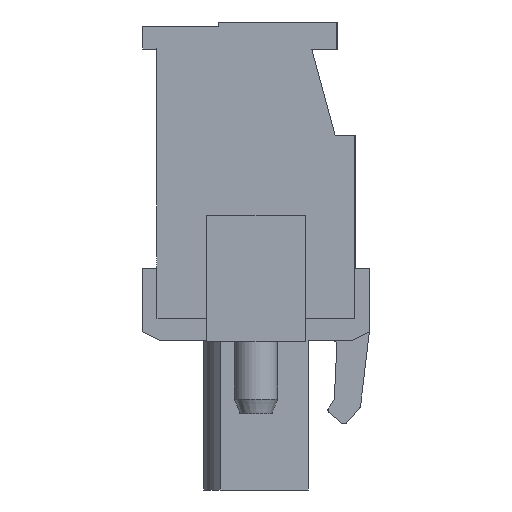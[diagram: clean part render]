
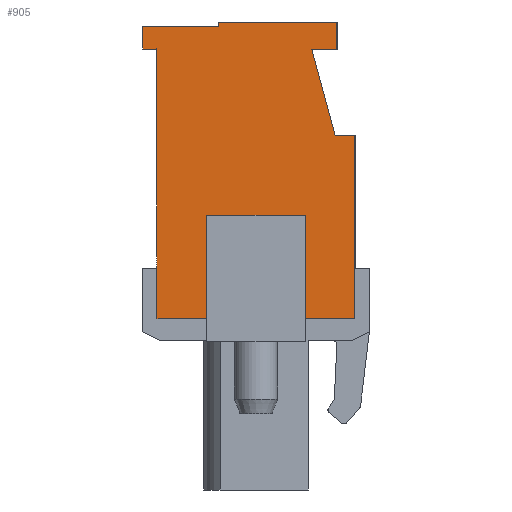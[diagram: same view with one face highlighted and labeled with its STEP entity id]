
A CAD part, left-side view. The second image highlights one B-rep face of the part: STEP entity #905.
In plain terms, the highlighted planar face has unit normal (-1, 0, 0).
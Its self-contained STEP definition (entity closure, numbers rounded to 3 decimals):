
#905 = ADVANCED_FACE( '', ( #2199 ), #2200, .T. );
#2199 = FACE_OUTER_BOUND( '', #4019, .T. );
#2200 = PLANE( '', #4020 );
#4019 = EDGE_LOOP( '', ( #6226, #6227, #6228, #6229, #6230, #6231, #6232, #6233, #6234, #6235, #6236, #6237, #6238, #6239, #6240, #6241 ) );
#4020 = AXIS2_PLACEMENT_3D( '', #6242, #6243, #6244 );
#6226 = ORIENTED_EDGE( '', *, *, #11496, .F. );
#6227 = ORIENTED_EDGE( '', *, *, #11497, .F. );
#6228 = ORIENTED_EDGE( '', *, *, #11159, .F. );
#6229 = ORIENTED_EDGE( '', *, *, #11498, .T. );
#6230 = ORIENTED_EDGE( '', *, *, #11499, .T. );
#6231 = ORIENTED_EDGE( '', *, *, #11368, .T. );
#6232 = ORIENTED_EDGE( '', *, *, #11500, .T. );
#6233 = ORIENTED_EDGE( '', *, *, #11501, .T. );
#6234 = ORIENTED_EDGE( '', *, *, #11363, .T. );
#6235 = ORIENTED_EDGE( '', *, *, #11502, .T. );
#6236 = ORIENTED_EDGE( '', *, *, #11503, .T. );
#6237 = ORIENTED_EDGE( '', *, *, #11256, .T. );
#6238 = ORIENTED_EDGE( '', *, *, #11504, .T. );
#6239 = ORIENTED_EDGE( '', *, *, #11505, .T. );
#6240 = ORIENTED_EDGE( '', *, *, #11506, .T. );
#6241 = ORIENTED_EDGE( '', *, *, #11507, .T. );
#6242 = CARTESIAN_POINT( '', ( -10.16, 0., 0. ) );
#6243 = DIRECTION( '', ( -1., 0., 0. ) );
#6244 = DIRECTION( '', ( 0., 0., 1. ) );
#11159 = EDGE_CURVE( '', #13254, #13354, #13355, .T. );
#11256 = EDGE_CURVE( '', #13528, #13529, #13530, .T. );
#11363 = EDGE_CURVE( '', #13726, #13727, #13728, .T. );
#11368 = EDGE_CURVE( '', #13735, #13736, #13737, .T. );
#11496 = EDGE_CURVE( '', #13969, #13251, #13970, .T. );
#11497 = EDGE_CURVE( '', #13354, #13969, #13971, .T. );
#11498 = EDGE_CURVE( '', #13254, #13972, #13973, .T. );
#11499 = EDGE_CURVE( '', #13972, #13735, #13974, .T. );
#11500 = EDGE_CURVE( '', #13736, #13975, #13976, .T. );
#11501 = EDGE_CURVE( '', #13975, #13726, #13977, .T. );
#11502 = EDGE_CURVE( '', #13727, #13978, #13979, .T. );
#11503 = EDGE_CURVE( '', #13978, #13528, #13980, .T. );
#11504 = EDGE_CURVE( '', #13529, #13981, #13982, .T. );
#11505 = EDGE_CURVE( '', #13981, #13983, #13984, .T. );
#11506 = EDGE_CURVE( '', #13983, #13985, #13986, .T. );
#11507 = EDGE_CURVE( '', #13985, #13251, #13987, .T. );
#13251 = VERTEX_POINT( '', #16438 );
#13254 = VERTEX_POINT( '', #16442 );
#13354 = VERTEX_POINT( '', #16578 );
#13355 = LINE( '', #16579, #16580 );
#13528 = VERTEX_POINT( '', #16829 );
#13529 = VERTEX_POINT( '', #16830 );
#13530 = LINE( '', #16831, #16832 );
#13726 = VERTEX_POINT( '', #17113 );
#13727 = VERTEX_POINT( '', #17114 );
#13728 = LINE( '', #17115, #17116 );
#13735 = VERTEX_POINT( '', #17126 );
#13736 = VERTEX_POINT( '', #17127 );
#13737 = LINE( '', #17128, #17129 );
#13969 = VERTEX_POINT( '', #17454 );
#13970 = LINE( '', #17455, #17456 );
#13971 = LINE( '', #17457, #17458 );
#13972 = VERTEX_POINT( '', #17459 );
#13973 = LINE( '', #17460, #17461 );
#13974 = LINE( '', #17462, #17463 );
#13975 = VERTEX_POINT( '', #17464 );
#13976 = LINE( '', #17465, #17466 );
#13977 = LINE( '', #17467, #17468 );
#13978 = VERTEX_POINT( '', #17469 );
#13979 = LINE( '', #17470, #17471 );
#13980 = LINE( '', #17472, #17473 );
#13981 = VERTEX_POINT( '', #17474 );
#13982 = LINE( '', #17475, #17476 );
#13983 = VERTEX_POINT( '', #17477 );
#13984 = LINE( '', #17478, #17479 );
#13985 = VERTEX_POINT( '', #17480 );
#13986 = LINE( '', #17481, #17482 );
#13987 = LINE( '', #17483, #17484 );
#16438 = CARTESIAN_POINT( '', ( -10.16, 2.75, -7.5 ) );
#16442 = CARTESIAN_POINT( '', ( -10.16, -2.75, -7.5 ) );
#16578 = CARTESIAN_POINT( '', ( -10.16, -2.75, -1.75 ) );
#16579 = CARTESIAN_POINT( '', ( -10.16, -2.75, -8.75 ) );
#16580 = VECTOR( '', #21128, 1000. );
#16829 = CARTESIAN_POINT( '', ( -10.16, 2.1, 8.75 ) );
#16830 = CARTESIAN_POINT( '', ( -10.16, 6.3, 8.75 ) );
#16831 = CARTESIAN_POINT( '', ( -10.16, 2.1, 8.75 ) );
#16832 = VECTOR( '', #21214, 1000. );
#17113 = CARTESIAN_POINT( '', ( -10.16, -4.5, 7.5 ) );
#17114 = CARTESIAN_POINT( '', ( -10.16, -4.5, 9. ) );
#17115 = CARTESIAN_POINT( '', ( -10.16, -4.5, 7.5 ) );
#17116 = VECTOR( '', #21333, 1000. );
#17126 = CARTESIAN_POINT( '', ( -10.16, -5.5, 2.7 ) );
#17127 = CARTESIAN_POINT( '', ( -10.16, -4.4, 2.7 ) );
#17128 = CARTESIAN_POINT( '', ( -10.16, -5.5, 2.7 ) );
#17129 = VECTOR( '', #21337, 1000. );
#17454 = CARTESIAN_POINT( '', ( -10.16, 2.75, -1.75 ) );
#17455 = CARTESIAN_POINT( '', ( -10.16, 2.75, -1.75 ) );
#17456 = VECTOR( '', #21476, 1000. );
#17457 = CARTESIAN_POINT( '', ( -10.16, -2.75, -1.75 ) );
#17458 = VECTOR( '', #21477, 1000. );
#17459 = CARTESIAN_POINT( '', ( -10.16, -5.5, -7.5 ) );
#17460 = CARTESIAN_POINT( '', ( -10.16, 5.5, -7.5 ) );
#17461 = VECTOR( '', #21478, 1000. );
#17462 = CARTESIAN_POINT( '', ( -10.16, -5.5, -7.5 ) );
#17463 = VECTOR( '', #21479, 1000. );
#17464 = CARTESIAN_POINT( '', ( -10.16, -3.1, 7.5 ) );
#17465 = CARTESIAN_POINT( '', ( -10.16, -4.4, 2.7 ) );
#17466 = VECTOR( '', #21480, 1000. );
#17467 = CARTESIAN_POINT( '', ( -10.16, -3.1, 7.5 ) );
#17468 = VECTOR( '', #21481, 1000. );
#17469 = CARTESIAN_POINT( '', ( -10.16, 2.1, 9. ) );
#17470 = CARTESIAN_POINT( '', ( -10.16, -4.5, 9. ) );
#17471 = VECTOR( '', #21482, 1000. );
#17472 = CARTESIAN_POINT( '', ( -10.16, 2.1, 9. ) );
#17473 = VECTOR( '', #21483, 1000. );
#17474 = CARTESIAN_POINT( '', ( -10.16, 6.3, 7.5 ) );
#17475 = CARTESIAN_POINT( '', ( -10.16, 6.3, 8.75 ) );
#17476 = VECTOR( '', #21484, 1000. );
#17477 = CARTESIAN_POINT( '', ( -10.16, 5.5, 7.5 ) );
#17478 = CARTESIAN_POINT( '', ( -10.16, 6.3, 7.5 ) );
#17479 = VECTOR( '', #21485, 1000. );
#17480 = CARTESIAN_POINT( '', ( -10.16, 5.5, -7.5 ) );
#17481 = CARTESIAN_POINT( '', ( -10.16, 5.5, 7.5 ) );
#17482 = VECTOR( '', #21486, 1000. );
#17483 = CARTESIAN_POINT( '', ( -10.16, 5.5, -7.5 ) );
#17484 = VECTOR( '', #21487, 1000. );
#21128 = DIRECTION( '', ( 0., 0., 1. ) );
#21214 = DIRECTION( '', ( 0., 1., 0. ) );
#21333 = DIRECTION( '', ( 0., 0., 1. ) );
#21337 = DIRECTION( '', ( 0., 1., 0. ) );
#21476 = DIRECTION( '', ( 0., 0., -1. ) );
#21477 = DIRECTION( '', ( 0., 1., 0. ) );
#21478 = DIRECTION( '', ( 0., -1., 0. ) );
#21479 = DIRECTION( '', ( 0., 0., 1. ) );
#21480 = DIRECTION( '', ( 0., 0.261, 0.965 ) );
#21481 = DIRECTION( '', ( 0., -1., 0. ) );
#21482 = DIRECTION( '', ( 0., 1., 0. ) );
#21483 = DIRECTION( '', ( 0., 0., -1. ) );
#21484 = DIRECTION( '', ( 0., 0., -1. ) );
#21485 = DIRECTION( '', ( 0., -1., 0. ) );
#21486 = DIRECTION( '', ( 0., 0., -1. ) );
#21487 = DIRECTION( '', ( 0., -1., 0. ) );
